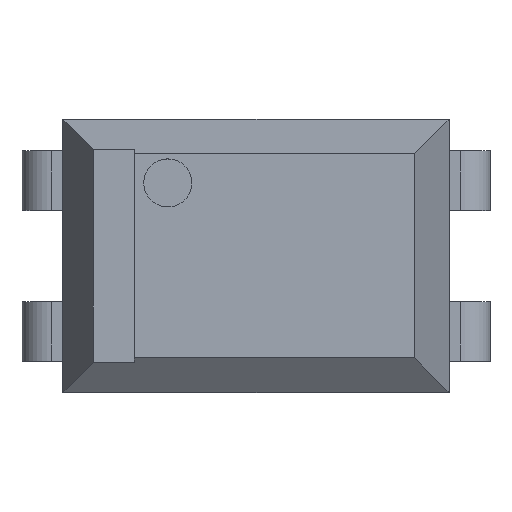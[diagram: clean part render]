
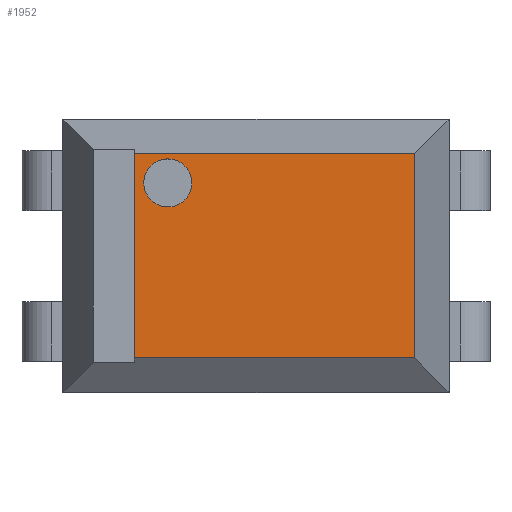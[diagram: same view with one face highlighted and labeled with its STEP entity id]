
A CAD part, top view. The second image highlights one B-rep face of the part: STEP entity #1952.
In plain terms, the highlighted planar face has unit normal (0, 0, 1).
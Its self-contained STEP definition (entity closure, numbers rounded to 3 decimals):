
#29=LINE('',#2515,#215);
#30=LINE('',#2518,#216);
#31=LINE('',#2520,#217);
#32=LINE('',#2522,#218);
#215=VECTOR('',#2137,1000.);
#216=VECTOR('',#2138,1000.);
#217=VECTOR('',#2139,1000.);
#218=VECTOR('',#2140,1000.);
#401=ORIENTED_EDGE('',*,*,#809,.T.);
#402=ORIENTED_EDGE('',*,*,#810,.T.);
#403=ORIENTED_EDGE('',*,*,#811,.T.);
#404=ORIENTED_EDGE('',*,*,#812,.T.);
#405=ORIENTED_EDGE('',*,*,#813,.T.);
#809=EDGE_CURVE('',#1013,#1013,#1147,.T.);
#810=EDGE_CURVE('',#1014,#1015,#29,.T.);
#811=EDGE_CURVE('',#1015,#1016,#30,.T.);
#812=EDGE_CURVE('',#1016,#1017,#31,.T.);
#813=EDGE_CURVE('',#1017,#1014,#32,.T.);
#1013=VERTEX_POINT('',#2514);
#1014=VERTEX_POINT('',#2516);
#1015=VERTEX_POINT('',#2517);
#1016=VERTEX_POINT('',#2519);
#1017=VERTEX_POINT('',#2521);
#1147=CIRCLE('',#2036,0.405);
#1165=EDGE_LOOP('',(#401));
#1166=EDGE_LOOP('',(#402,#403,#404,#405));
#1249=FACE_BOUND('',#1165,.T.);
#1250=FACE_BOUND('',#1166,.T.);
#1333=PLANE('',#2035);
#1952=ADVANCED_FACE('',(#1249,#1250),#1333,.T.);
#2035=AXIS2_PLACEMENT_3D('',#2512,#2133,#2134);
#2036=AXIS2_PLACEMENT_3D('',#2513,#2135,#2136);
#2133=DIRECTION('',(0.,0.,1.));
#2134=DIRECTION('',(1.,0.,0.));
#2135=DIRECTION('',(0.,0.,-1.));
#2136=DIRECTION('',(1.,0.,0.));
#2137=DIRECTION('',(-1.,0.,0.));
#2138=DIRECTION('',(0.,-1.,0.));
#2139=DIRECTION('',(1.,0.,0.));
#2140=DIRECTION('',(0.,1.,0.));
#2512=CARTESIAN_POINT('',(0.,0.,3.5));
#2513=CARTESIAN_POINT('',(-1.484,1.227,3.5));
#2514=CARTESIAN_POINT('',(-1.079,1.227,3.5));
#2515=CARTESIAN_POINT('',(-2.668,1.718,3.5));
#2516=CARTESIAN_POINT('',(2.668,1.718,3.5));
#2517=CARTESIAN_POINT('',(-2.05,1.718,3.5));
#2518=CARTESIAN_POINT('',(-2.05,2.3,3.5));
#2519=CARTESIAN_POINT('',(-2.05,-1.718,3.5));
#2520=CARTESIAN_POINT('',(2.668,-1.718,3.5));
#2521=CARTESIAN_POINT('',(2.668,-1.718,3.5));
#2522=CARTESIAN_POINT('',(2.668,2.3,3.5));
